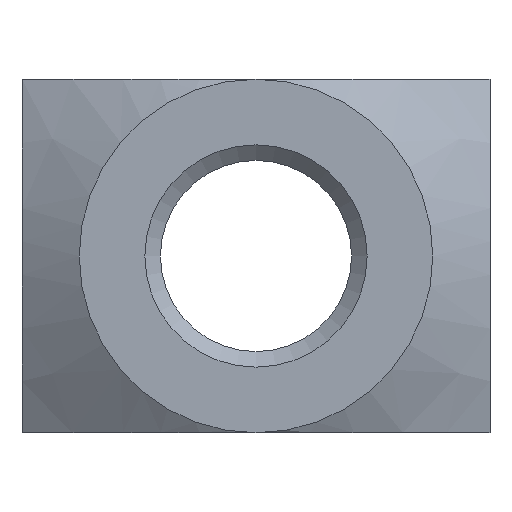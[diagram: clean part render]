
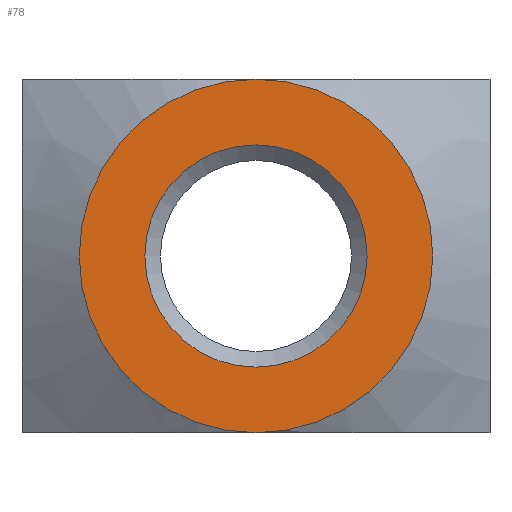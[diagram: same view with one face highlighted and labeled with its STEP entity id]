
A CAD part, front view. The second image highlights one B-rep face of the part: STEP entity #78.
In plain terms, the highlighted planar face has unit normal (0, -1, 0).
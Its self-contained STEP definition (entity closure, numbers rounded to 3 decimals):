
#78 = ADVANCED_FACE( '', ( #100, #101 ), #102, .F. );
#100 = FACE_BOUND( '', #145, .T. );
#101 = FACE_OUTER_BOUND( '', #146, .T. );
#102 = PLANE( '', #147 );
#145 = EDGE_LOOP( '', ( #210 ) );
#146 = EDGE_LOOP( '', ( #211 ) );
#147 = AXIS2_PLACEMENT_3D( '', #212, #213, #214 );
#210 = ORIENTED_EDGE( '', *, *, #321, .F. );
#211 = ORIENTED_EDGE( '', *, *, #322, .T. );
#212 = CARTESIAN_POINT( '', ( 17., 0., 0. ) );
#213 = DIRECTION( '', ( 0., 1., 0. ) );
#214 = DIRECTION( '', ( -1., 0., 0. ) );
#321 = EDGE_CURVE( '', #370, #370, #371, .T. );
#322 = EDGE_CURVE( '', #372, #372, #373, .T. );
#370 = VERTEX_POINT( '', #509 );
#371 = CIRCLE( '', #510, 10.688 );
#372 = VERTEX_POINT( '', #511 );
#373 = CIRCLE( '', #512, 17. );
#509 = CARTESIAN_POINT( '', ( 0., 0., -10.688 ) );
#510 = AXIS2_PLACEMENT_3D( '', #650, #651, #652 );
#511 = CARTESIAN_POINT( '', ( 17., 0., 0. ) );
#512 = AXIS2_PLACEMENT_3D( '', #653, #654, #655 );
#650 = CARTESIAN_POINT( '', ( 0., 0., 0. ) );
#651 = DIRECTION( '', ( 0., -1., 0. ) );
#652 = DIRECTION( '', ( 0., 0., -1. ) );
#653 = CARTESIAN_POINT( '', ( 0., 0., 0. ) );
#654 = DIRECTION( '', ( 0., -1., 0. ) );
#655 = DIRECTION( '', ( 1., 0., 0. ) );
